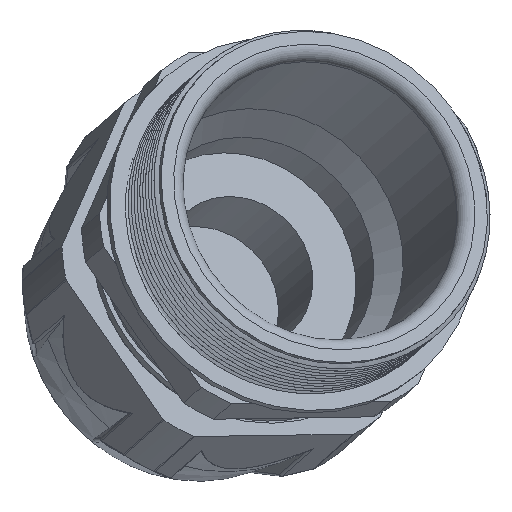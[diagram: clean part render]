
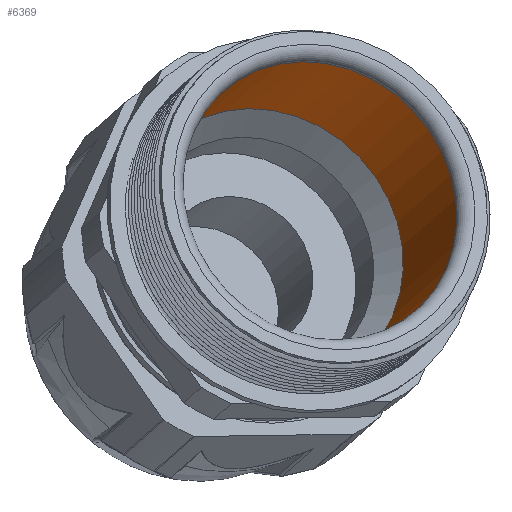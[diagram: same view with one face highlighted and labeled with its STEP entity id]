
A CAD part, top view. The second image highlights one B-rep face of the part: STEP entity #6369.
In plain terms, the highlighted cylindrical face has radius 25.85 mm (diameter 51.7 mm), a full revolution.
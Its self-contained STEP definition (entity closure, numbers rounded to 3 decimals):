
#252=FACE_BOUND('',#1899,.T.);
#411=CYLINDRICAL_SURFACE('',#7027,25.85);
#1517=FACE_OUTER_BOUND('',#1898,.T.);
#1898=EDGE_LOOP('',(#5200));
#1899=EDGE_LOOP('',(#5201));
#2357=CIRCLE('',#7026,25.85);
#2358=CIRCLE('',#7028,25.85);
#3081=VERTEX_POINT('',#13606);
#3082=VERTEX_POINT('',#13609);
#3891=EDGE_CURVE('',#3081,#3081,#2357,.T.);
#3892=EDGE_CURVE('',#3082,#3082,#2358,.T.);
#5200=ORIENTED_EDGE('',*,*,#3892,.F.);
#5201=ORIENTED_EDGE('',*,*,#3891,.T.);
#6369=ADVANCED_FACE('',(#1517,#252),#411,.F.);
#7026=AXIS2_PLACEMENT_3D('',#13607,#8512,#8513);
#7027=AXIS2_PLACEMENT_3D('',#13608,#8514,#8515);
#7028=AXIS2_PLACEMENT_3D('',#13610,#8516,#8517);
#8512=DIRECTION('center_axis',(1.,0.,0.));
#8513=DIRECTION('ref_axis',(0.,0.,-1.));
#8514=DIRECTION('center_axis',(1.,0.,0.));
#8515=DIRECTION('ref_axis',(0.,1.,0.));
#8516=DIRECTION('center_axis',(1.,0.,0.));
#8517=DIRECTION('ref_axis',(0.,0.,-1.));
#13606=CARTESIAN_POINT('',(-2.5,25.85,0.));
#13607=CARTESIAN_POINT('Origin',(-2.5,0.,0.));
#13608=CARTESIAN_POINT('Origin',(-16.55,0.,0.));
#13609=CARTESIAN_POINT('',(-30.6,25.85,0.));
#13610=CARTESIAN_POINT('Origin',(-30.6,0.,0.));
